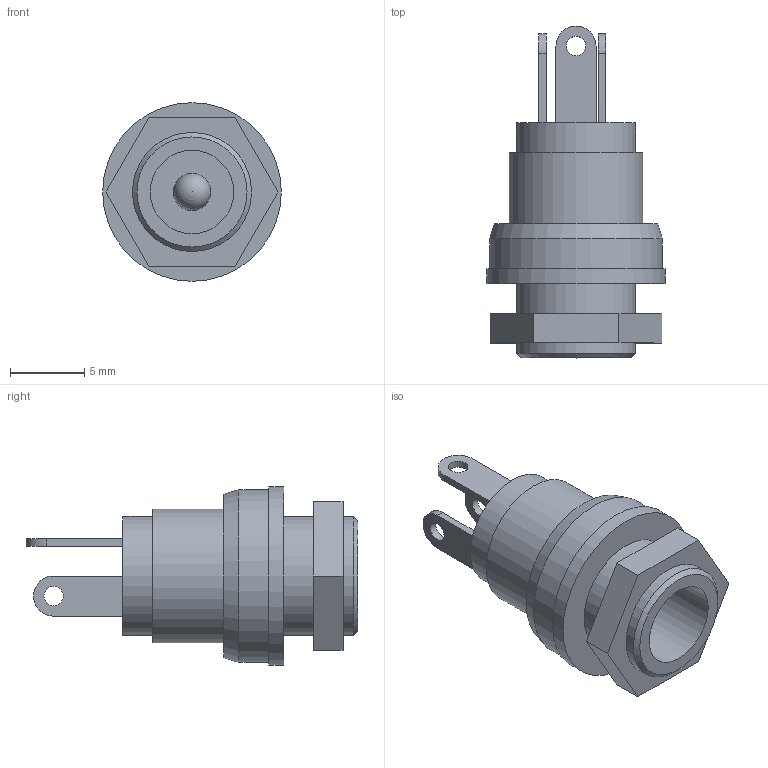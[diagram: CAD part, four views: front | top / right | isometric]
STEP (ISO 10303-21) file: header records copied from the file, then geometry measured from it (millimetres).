
FILE_DESCRIPTION(('FreeCAD Model'),'2;1');
FILE_NAME('TRU_1582328.step','2021-02-15T14:02:16',('Author'),(''), 'Open CASCADE STEP processor 7.3','FreeCAD','Unknown');
FILE_SCHEMA(('AUTOMOTIVE_DESIGN { 1 0 10303 214 1 1 1 1 }'));
Length unit declared in the file: millimetre
Products named in the file (1): TRU_1582328
Bounding box: 12 x 22.3 x 12 mm (x, y, z)
Volume: 1003.3 mm3; surface area: 1260.3 mm2
Topology: 6 solids, 6 shells, 48 faces, 93 edges, 61 vertices
Faces by surface type: plane 31, cylinder 14, cone 2, sphere 1
Full cylindrical faces by diameter (mm): 1.3 x3, 2.5 x1, 5.6 x1, 8 x3, 9 x1, 11.6 x1, 12 x1
Entity records: 2805 total; most frequent: CARTESIAN_POINT 468, DIRECTION 388, LINE 214, VECTOR 214, ORIENTED_EDGE 184, PCURVE 184, DEFINITIONAL_REPRESENTATION 184, EDGE_CURVE 92
